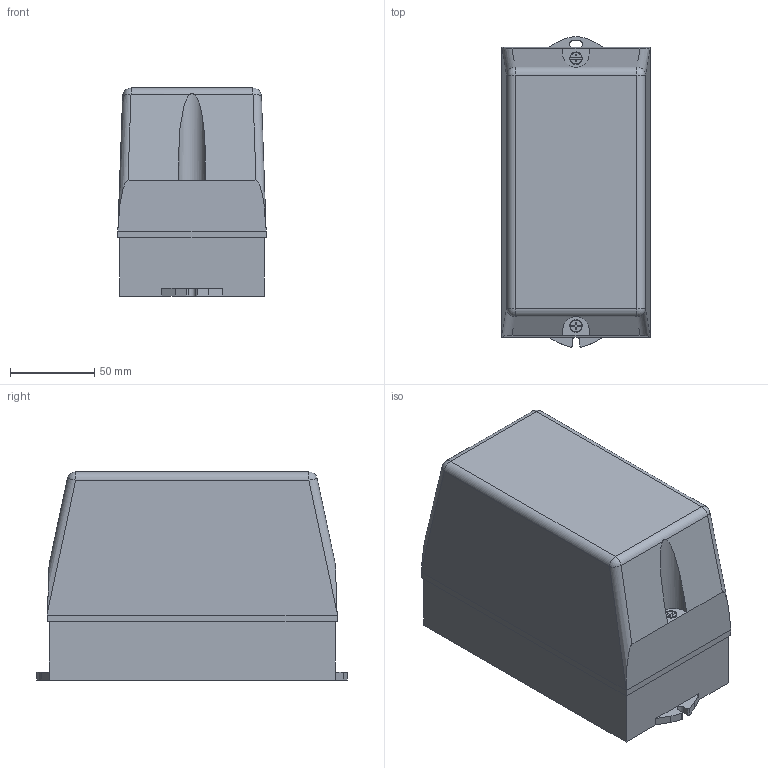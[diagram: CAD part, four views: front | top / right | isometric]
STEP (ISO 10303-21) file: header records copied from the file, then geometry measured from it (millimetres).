
FILE_DESCRIPTION((''),'2;1');
FILE_NAME('3d_M0N.stp','2012-10-03T11:10:09',(''),(''),'Mechanical Desktop 2011','Mechanical Desktop 2011',', , ');
FILE_SCHEMA(('CONFIG_CONTROL_DESIGN'));
Length unit declared in the file: millimetre
Products named in the file (1): Product
Bounding box: 88 x 184.36 x 123.5 mm (x, y, z)
Volume: 1733355 mm3; surface area: 89496.1 mm2
Topology: 1 solids, 1 shells, 109 faces, 282 edges, 180 vertices
Faces by surface type: plane 81, cylinder 24, sphere 4
Entity records: 3400 total; most frequent: CARTESIAN_POINT 599, ORIENTED_EDGE 564, DIRECTION 554, EDGE_CURVE 282, VECTOR 226, LINE 226, VERTEX_POINT 180, AXIS2_PLACEMENT_3D 164
